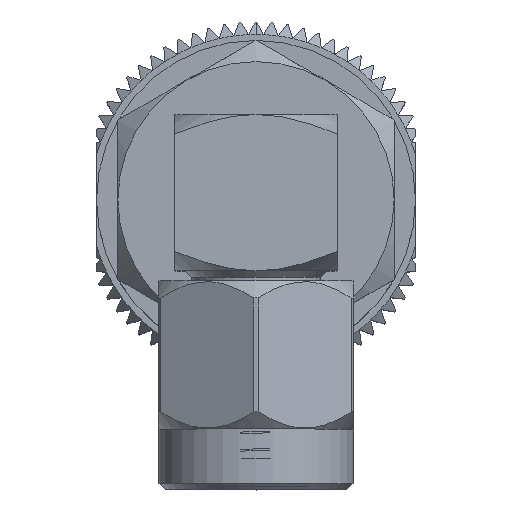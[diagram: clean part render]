
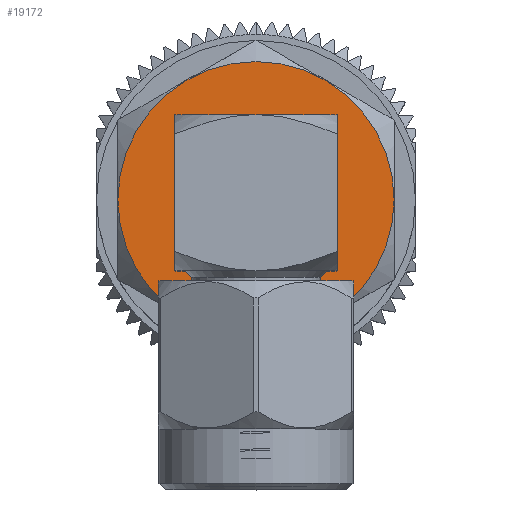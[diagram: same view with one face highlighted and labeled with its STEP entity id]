
A CAD part, top view. The second image highlights one B-rep face of the part: STEP entity #19172.
In plain terms, the highlighted face is planar.
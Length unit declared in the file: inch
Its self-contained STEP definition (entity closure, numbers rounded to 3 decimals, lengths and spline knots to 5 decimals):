
#348 = EDGE_CURVE ( 'NONE', #17646, #11956, #16001, .T. ) ;
#567 = CARTESIAN_POINT ( 'NONE',  ( 0., -0.11042, -0.19125 ) ) ;
#658 = AXIS2_PLACEMENT_3D ( 'NONE', #8673, #14841, #7030 ) ;
#1015 = EDGE_CURVE ( 'NONE', #17646, #8345, #11953, .T. ) ;
#1573 = CARTESIAN_POINT ( 'NONE',  ( 0., 0., 0.22084 ) ) ;
#1628 = DIRECTION ( 'NONE',  ( 0., 0., -1. ) ) ;
#1799 = ORIENTED_EDGE ( 'NONE', *, *, #6538, .F. ) ;
#2592 = EDGE_CURVE ( 'NONE', #8345, #12888, #11653, .T. ) ;
#2679 = CARTESIAN_POINT ( 'NONE',  ( 0., 0., 0. ) ) ;
#3171 = VERTEX_POINT ( 'NONE', #7389 ) ;
#3886 = DIRECTION ( 'NONE',  ( 0., 0., -1. ) ) ;
#3887 = AXIS2_PLACEMENT_3D ( 'NONE', #18159, #18286, #4899 ) ;
#4263 = ORIENTED_EDGE ( 'NONE', *, *, #348, .T. ) ;
#4698 = ORIENTED_EDGE ( 'NONE', *, *, #1015, .F. ) ;
#4899 = DIRECTION ( 'NONE',  ( 0., 0., -1. ) ) ;
#5613 = CARTESIAN_POINT ( 'NONE',  ( 0., 0., 0. ) ) ;
#5660 = CIRCLE ( 'NONE', #8588, 0.22084 ) ;
#5917 = CARTESIAN_POINT ( 'NONE',  ( 0., 0.22084, 0. ) ) ;
#5925 = DIRECTION ( 'NONE',  ( 0., 0., -1. ) ) ;
#6499 = DIRECTION ( 'NONE',  ( 1., 0., 0. ) ) ;
#6538 = EDGE_CURVE ( 'NONE', #12246, #3171, #5660, .T. ) ;
#7030 = DIRECTION ( 'NONE',  ( 0., 0., -1. ) ) ;
#7236 = CARTESIAN_POINT ( 'NONE',  ( 0., 0., 0. ) ) ;
#7389 = CARTESIAN_POINT ( 'NONE',  ( 0., 0.11042, -0.19125 ) ) ;
#7819 = PLANE ( 'NONE',  #16764 ) ;
#8125 = EDGE_CURVE ( 'NONE', #12888, #14323, #11715, .T. ) ;
#8345 = VERTEX_POINT ( 'NONE', #1573 ) ;
#8588 = AXIS2_PLACEMENT_3D ( 'NONE', #7236, #13516, #5925 ) ;
#8673 = CARTESIAN_POINT ( 'NONE',  ( 0., 0., 0. ) ) ;
#9255 = CARTESIAN_POINT ( 'NONE',  ( 0., -0.22084, 0. ) ) ;
#9602 = EDGE_LOOP ( 'NONE', ( #18639, #1799, #14574, #18352, #14120, #4698, #4263 ) ) ;
#9800 = DIRECTION ( 'NONE',  ( 1., 0., 0. ) ) ;
#9865 = CARTESIAN_POINT ( 'NONE',  ( 0., 0., 0. ) ) ;
#11188 = DIRECTION ( 'NONE',  ( 0., 0., -1. ) ) ;
#11438 = AXIS2_PLACEMENT_3D ( 'NONE', #2679, #11697, #13220 ) ;
#11653 = CIRCLE ( 'NONE', #15639, 0.22084 ) ;
#11697 = DIRECTION ( 'NONE',  ( -1., 0., 0. ) ) ;
#11715 = CIRCLE ( 'NONE', #19518, 0.22084 ) ;
#11953 = CIRCLE ( 'NONE', #3887, 0.22084 ) ;
#11956 = VERTEX_POINT ( 'NONE', #5917 ) ;
#12246 = VERTEX_POINT ( 'NONE', #567 ) ;
#12303 = CARTESIAN_POINT ( 'NONE',  ( 0., 0., 0. ) ) ;
#12590 = AXIS2_PLACEMENT_3D ( 'NONE', #15623, #6499, #11188 ) ;
#12888 = VERTEX_POINT ( 'NONE', #13136 ) ;
#13136 = CARTESIAN_POINT ( 'NONE',  ( 0., -0.11042, 0.19125 ) ) ;
#13220 = DIRECTION ( 'NONE',  ( 0., 0., 1. ) ) ;
#13516 = DIRECTION ( 'NONE',  ( 1., 0., 0. ) ) ;
#14120 = ORIENTED_EDGE ( 'NONE', *, *, #2592, .F. ) ;
#14323 = VERTEX_POINT ( 'NONE', #9255 ) ;
#14574 = ORIENTED_EDGE ( 'NONE', *, *, #19250, .F. ) ;
#14841 = DIRECTION ( 'NONE',  ( 1., 0., 0. ) ) ;
#15229 = EDGE_CURVE ( 'NONE', #3171, #11956, #19588, .T. ) ;
#15623 = CARTESIAN_POINT ( 'NONE',  ( 0., 0., 0. ) ) ;
#15639 = AXIS2_PLACEMENT_3D ( 'NONE', #9865, #9800, #3886 ) ;
#16001 = CIRCLE ( 'NONE', #11438, 0.22084 ) ;
#16126 = CIRCLE ( 'NONE', #12590, 0.22084 ) ;
#16609 = FACE_OUTER_BOUND ( 'NONE', #9602, .T. ) ;
#16764 = AXIS2_PLACEMENT_3D ( 'NONE', #12303, #18333, #1628 ) ;
#17646 = VERTEX_POINT ( 'NONE', #18473 ) ;
#18159 = CARTESIAN_POINT ( 'NONE',  ( 0., 0., 0. ) ) ;
#18286 = DIRECTION ( 'NONE',  ( 1., 0., 0. ) ) ;
#18333 = DIRECTION ( 'NONE',  ( 1., 0., 0. ) ) ;
#18352 = ORIENTED_EDGE ( 'NONE', *, *, #8125, .F. ) ;
#18473 = CARTESIAN_POINT ( 'NONE',  ( 0., 0.11042, 0.19125 ) ) ;
#18639 = ORIENTED_EDGE ( 'NONE', *, *, #15229, .F. ) ;
#19172 = ADVANCED_FACE ( 'NONE', ( #16609 ), #7819, .F. ) ;
#19250 = EDGE_CURVE ( 'NONE', #14323, #12246, #16126, .T. ) ;
#19288 = DIRECTION ( 'NONE',  ( 0., 0., -1. ) ) ;
#19476 = DIRECTION ( 'NONE',  ( 1., 0., 0. ) ) ;
#19518 = AXIS2_PLACEMENT_3D ( 'NONE', #5613, #19476, #19288 ) ;
#19588 = CIRCLE ( 'NONE', #658, 0.22084 ) ;
